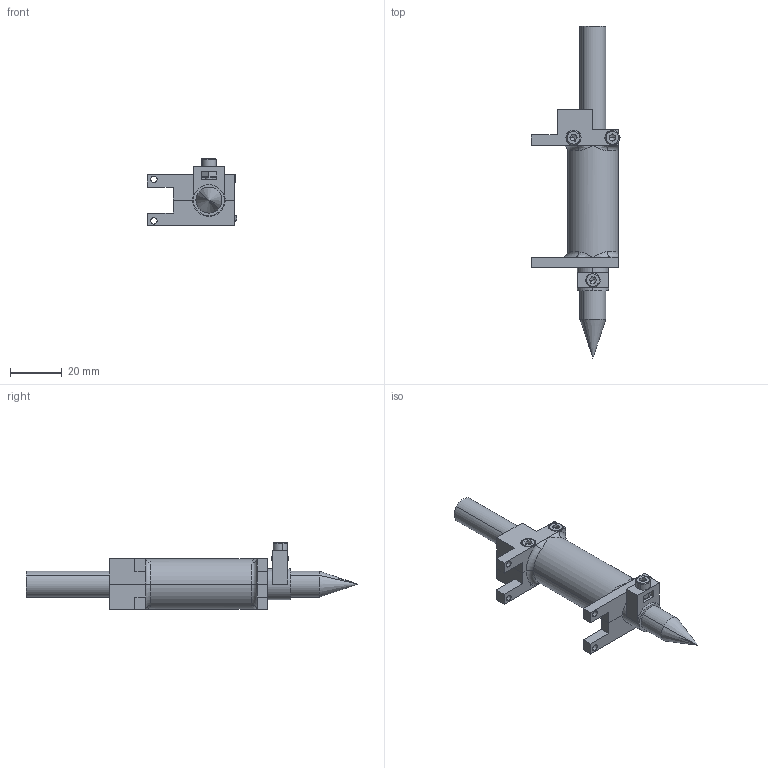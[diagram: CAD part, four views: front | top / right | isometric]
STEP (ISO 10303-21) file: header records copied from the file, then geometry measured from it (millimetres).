
FILE_DESCRIPTION (( 'STEP AP214' ), '1' );
FILE_NAME ('ass_support_stylo_ON.STEP', '2020-09-17T13:50:48', ( '' ), ( '' ), 'SwSTEP 2.0', 'SolidWorks 2017', '' );
FILE_SCHEMA (( 'AUTOMOTIVE_DESIGN' ));
Length unit declared in the file: millimetre
Products named in the file (8): support_stylo; ass_support_stylo_ON; stylo; hex nut style 1 gradeab_din_Hexagon Nut ISO 4032 - M3 - W - N; support_stylo_mot1_ON; socket head cap screw 4762_din_EN ISO 4762 M3 x 16 - 16N; support_stylo_mot2_ON; socket head cap screw 4762_din_EN ISO 4762 M3 x 10 - 10N
Assembly tree (10 placements, depth 2):
  ass_support_stylo_ON
    support_stylo_mot1_ON
    support_stylo_mot2_ON
    stylo
    support_stylo
    socket head cap screw 4762_din_EN ISO 4762 M3 x 16 - 16N  x2
    hex nut style 1 gradeab_din_Hexagon Nut ISO 4032 - M3 - W - N  x3
    socket head cap screw 4762_din_EN ISO 4762 M3 x 10 - 10N
Bounding box: 34.43 x 128 x 25.75 mm (x, y, z)
Volume: 22363 mm3; surface area: 18686.2 mm2
Topology: 10 solids, 10 shells, 309 faces, 741 edges, 443 vertices
Faces by surface type: plane 164, cylinder 73, cone 44, torus 20, bspline 8
Entity records: 7445 total; most frequent: CARTESIAN_POINT 1720, DIRECTION 1152, ORIENTED_EDGE 1082, EDGE_CURVE 541, AXIS2_PLACEMENT_3D 412, VERTEX_POINT 338, VECTOR 328, LINE 328
